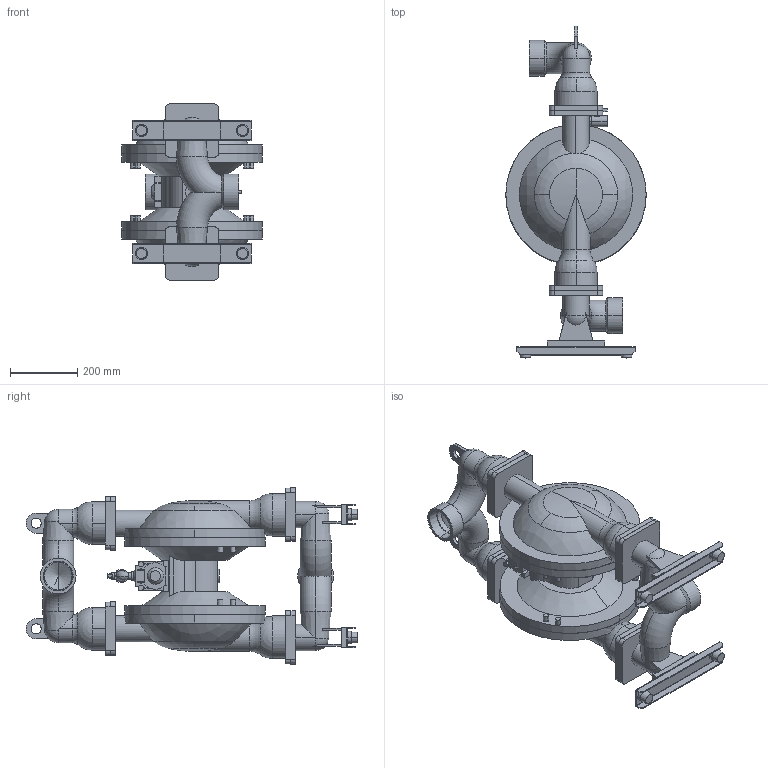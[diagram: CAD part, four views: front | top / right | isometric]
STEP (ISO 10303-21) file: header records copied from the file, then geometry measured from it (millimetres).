
FILE_DESCRIPTION (( 'STEP AP214' ), '1' );
FILE_NAME ('NDP-80BF_.STEP', '2009-03-05T01:15:52', ( ' ' ), ( ' ' ), 'SwSTEP 2.0', 'SolidWorks 2006303', '' );
FILE_SCHEMA (( 'AUTOMOTIVE_DESIGN' ));
Length unit declared in the file: millimetre
Products named in the file (1): NDP-80BF_
Bounding box: 416.36 x 983.7 x 522.5 mm (x, y, z)
Volume: 46010156.7 mm3; surface area: 1968555.1 mm2
Topology: 1 solids, 1 shells, 577 faces, 1525 edges, 992 vertices
Faces by surface type: plane 296, cylinder 194, cone 36, sphere 27, torus 22, bspline 2
Entity records: 19303 total; most frequent: CARTESIAN_POINT 4732, DIRECTION 3102, ORIENTED_EDGE 3008, EDGE_CURVE 1504, AXIS2_PLACEMENT_3D 1126, VERTEX_POINT 986, VECTOR 850, LINE 850
